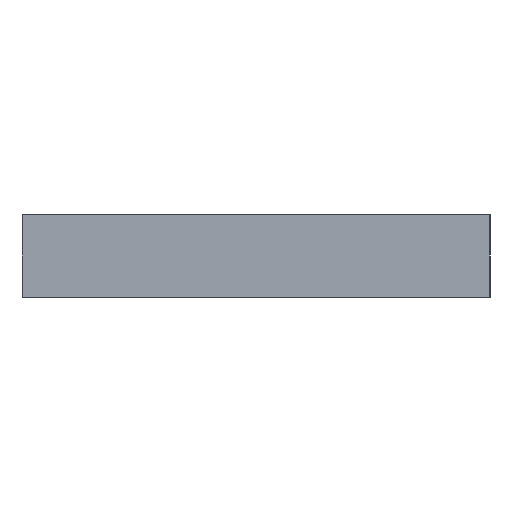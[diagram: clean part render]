
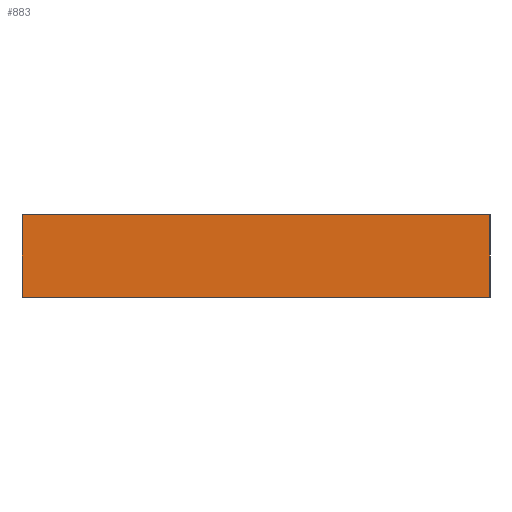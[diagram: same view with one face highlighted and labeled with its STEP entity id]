
A CAD part, left-side view. The second image highlights one B-rep face of the part: STEP entity #883.
In plain terms, the highlighted planar face has unit normal (-1, 0, 0).
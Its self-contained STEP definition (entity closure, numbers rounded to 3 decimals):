
#883=ADVANCED_FACE('',(#1007),#966,.F.);
#966=PLANE('',#2185);
#1007=FACE_OUTER_BOUND('',#1070,.T.);
#1070=EDGE_LOOP('',(#1261,#1262,#1263,#1264));
#1261=ORIENTED_EDGE('',*,*,#1797,.T.);
#1262=ORIENTED_EDGE('',*,*,#1798,.F.);
#1263=ORIENTED_EDGE('',*,*,#1777,.F.);
#1264=ORIENTED_EDGE('',*,*,#1799,.T.);
#1631=VERTEX_POINT('',#2837);
#1632=VERTEX_POINT('',#2838);
#1651=VERTEX_POINT('',#2878);
#1652=VERTEX_POINT('',#2879);
#1777=EDGE_CURVE('',#1631,#1632,#1954,.T.);
#1797=EDGE_CURVE('',#1651,#1652,#1966,.T.);
#1798=EDGE_CURVE('',#1632,#1652,#1967,.T.);
#1799=EDGE_CURVE('',#1631,#1651,#1968,.T.);
#1954=LINE('',#2836,#2061);
#1966=LINE('',#2877,#2073);
#1967=LINE('',#2880,#2074);
#1968=LINE('',#2881,#2075);
#2061=VECTOR('',#2385,1.);
#2073=VECTOR('',#2415,1.);
#2074=VECTOR('',#2416,1.);
#2075=VECTOR('',#2417,1.);
#2185=AXIS2_PLACEMENT_3D('',#2882,#2418,#2419);
#2385=DIRECTION('',(0.,-1.,0.));
#2415=DIRECTION('',(0.,-1.,0.));
#2416=DIRECTION('',(0.,0.,-1.));
#2417=DIRECTION('',(0.,0.,-1.));
#2418=DIRECTION('',(1.,0.,0.));
#2419=DIRECTION('',(0.,1.,0.));
#2836=CARTESIAN_POINT('',(-37.5,36.,12.7));
#2837=CARTESIAN_POINT('',(-37.5,36.,12.7));
#2838=CARTESIAN_POINT('',(-37.5,-36.,12.7));
#2877=CARTESIAN_POINT('',(-37.5,36.,0.));
#2878=CARTESIAN_POINT('',(-37.5,36.,0.));
#2879=CARTESIAN_POINT('',(-37.5,-36.,0.));
#2880=CARTESIAN_POINT('',(-37.5,-36.,12.7));
#2881=CARTESIAN_POINT('',(-37.5,36.,12.7));
#2882=CARTESIAN_POINT('',(-37.5,36.,12.7));
